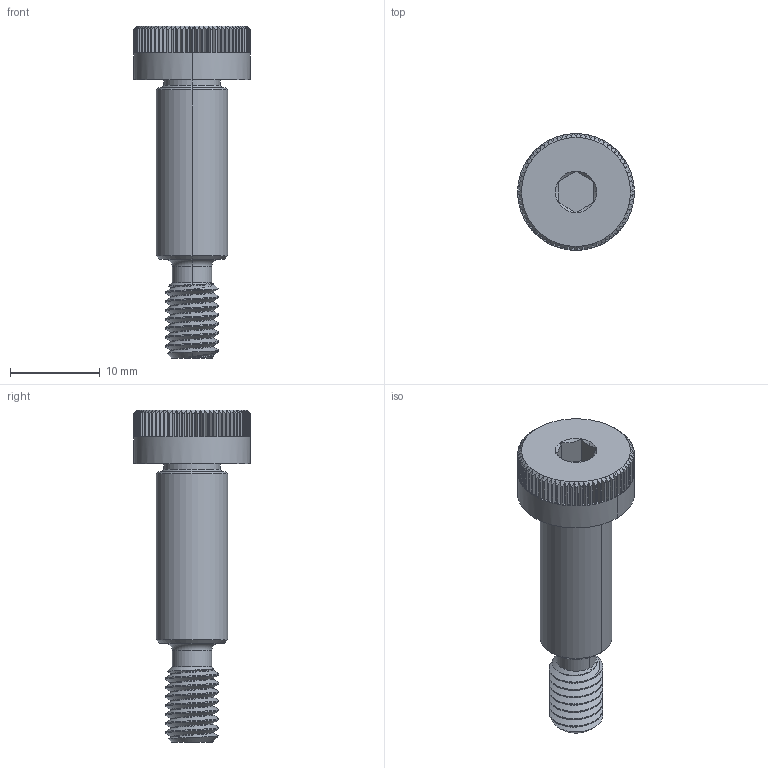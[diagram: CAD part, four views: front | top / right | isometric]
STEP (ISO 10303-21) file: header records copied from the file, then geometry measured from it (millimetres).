
FILE_DESCRIPTION (( 'STEP AP203' ), '1' );
FILE_NAME ('92981A203_Alloy Steel Shoulder Screws.STEP', '2023-02-16T20:00:13', ( 'Administrator' ), ( 'Managed by Terraform' ), 'SwSTEP 2.0', 'SolidWorks 2017', '' );
FILE_SCHEMA (( 'CONFIG_CONTROL_DESIGN' ));
Length unit declared in the file: millimetre
Products named in the file (1): 92981A203_Alloy Steel Shoulder Screws
Bounding box: 13 x 13 x 37 mm (x, y, z)
Volume: 1951.9 mm3; surface area: 1416.1 mm2
Topology: 1 solids, 1 shells, 280 faces, 797 edges, 523 vertices
Faces by surface type: plane 231, cylinder 23, cone 21, bspline 3, torus 2
Entity records: 11030 total; most frequent: CARTESIAN_POINT 3924, ORIENTED_EDGE 1594, DIRECTION 1342, EDGE_CURVE 797, VERTEX_POINT 523, AXIS2_PLACEMENT_3D 464, LINE 414, VECTOR 414
